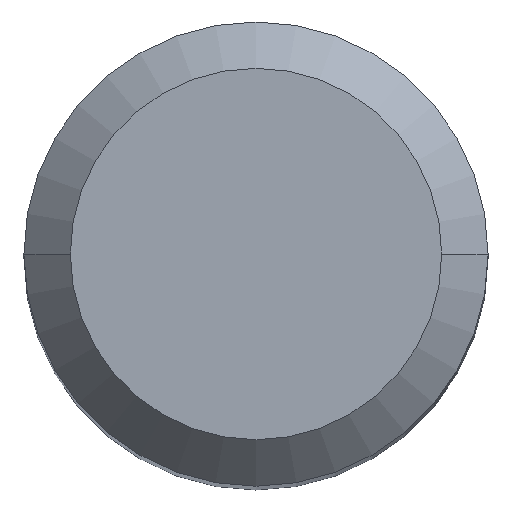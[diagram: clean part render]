
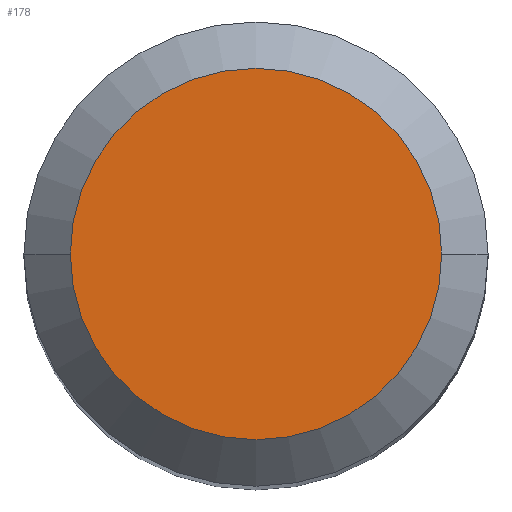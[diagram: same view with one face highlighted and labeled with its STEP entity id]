
A CAD part, top view. The second image highlights one B-rep face of the part: STEP entity #178.
In plain terms, the highlighted planar face has unit normal (0, 0, 1).
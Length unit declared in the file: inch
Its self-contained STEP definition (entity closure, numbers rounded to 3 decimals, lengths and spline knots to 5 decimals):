
#7 = CARTESIAN_POINT ( 'NONE',  ( 0.09448, 0., 0. ) ) ;
#12 = CIRCLE ( 'NONE', #496, 0.09448 ) ;
#20 = DIRECTION ( 'NONE',  ( 0., 0., -1. ) ) ;
#26 = EDGE_LOOP ( 'NONE', ( #466, #268 ) ) ;
#68 = VERTEX_POINT ( 'NONE', #7 ) ;
#93 = CARTESIAN_POINT ( 'NONE',  ( -0.09448, 0., 0. ) ) ;
#178 = ADVANCED_FACE ( 'NONE', ( #378 ), #448, .F. ) ;
#191 = AXIS2_PLACEMENT_3D ( 'NONE', #450, #20, #340 ) ;
#203 = CARTESIAN_POINT ( 'NONE',  ( 0., 0., 0. ) ) ;
#268 = ORIENTED_EDGE ( 'NONE', *, *, #518, .T. ) ;
#272 = DIRECTION ( 'NONE',  ( 1., 0., 0. ) ) ;
#275 = CIRCLE ( 'NONE', #308, 0.09448 ) ;
#277 = VERTEX_POINT ( 'NONE', #93 ) ;
#284 = DIRECTION ( 'NONE',  ( 0., 0., 1. ) ) ;
#308 = AXIS2_PLACEMENT_3D ( 'NONE', #203, #284, #323 ) ;
#323 = DIRECTION ( 'NONE',  ( 1., 0., 0. ) ) ;
#340 = DIRECTION ( 'NONE',  ( -1., 0., 0. ) ) ;
#349 = DIRECTION ( 'NONE',  ( 0., 0., 1. ) ) ;
#378 = FACE_OUTER_BOUND ( 'NONE', #26, .T. ) ;
#448 = PLANE ( 'NONE',  #191 ) ;
#450 = CARTESIAN_POINT ( 'NONE',  ( 0., 0., 0. ) ) ;
#454 = EDGE_CURVE ( 'NONE', #277, #68, #12, .T. ) ;
#464 = CARTESIAN_POINT ( 'NONE',  ( 0., 0., 0. ) ) ;
#466 = ORIENTED_EDGE ( 'NONE', *, *, #454, .T. ) ;
#496 = AXIS2_PLACEMENT_3D ( 'NONE', #464, #349, #272 ) ;
#518 = EDGE_CURVE ( 'NONE', #68, #277, #275, .T. ) ;
